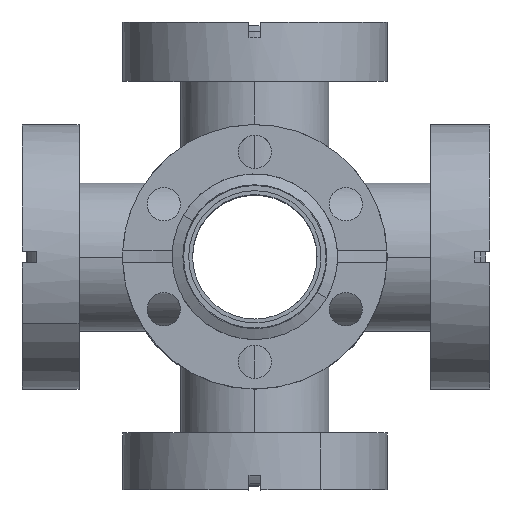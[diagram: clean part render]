
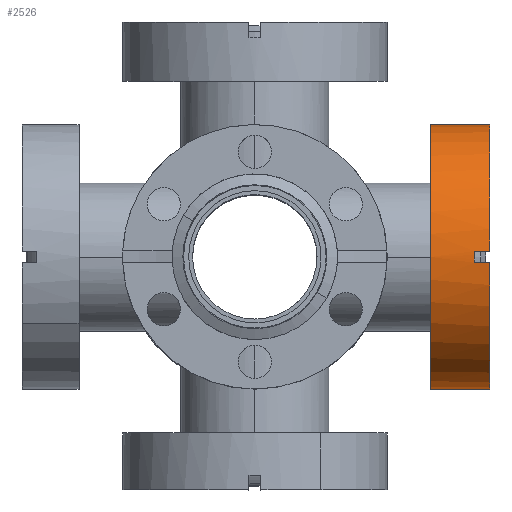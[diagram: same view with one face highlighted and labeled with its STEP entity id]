
A CAD part, top view. The second image highlights one B-rep face of the part: STEP entity #2526.
In plain terms, the highlighted cylindrical face has radius 17 mm (diameter 34 mm), a partial arc.
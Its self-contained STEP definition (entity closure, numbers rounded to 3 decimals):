
#43 = ORIENTED_EDGE ( 'NONE', *, *, #1994, .T. ) ;
#46 = AXIS2_PLACEMENT_3D ( 'NONE', #2595, #3554, #105 ) ;
#85 = EDGE_CURVE ( 'NONE', #3882, #494, #3609, .T. ) ;
#99 = ORIENTED_EDGE ( 'NONE', *, *, #2081, .F. ) ;
#105 = DIRECTION ( 'NONE',  ( 1., 0., 0. ) ) ;
#154 = CARTESIAN_POINT ( 'NONE',  ( -17., 0., 0. ) ) ;
#175 = DIRECTION ( 'NONE',  ( 0., 0., 1. ) ) ;
#190 = CIRCLE ( 'NONE', #1696, 17. ) ;
#253 = DIRECTION ( 'NONE',  ( 0., 0., 1. ) ) ;
#288 = VERTEX_POINT ( 'NONE', #935 ) ;
#334 = DIRECTION ( 'NONE',  ( 0., 0., 1. ) ) ;
#406 = VECTOR ( 'NONE', #175, 1000. ) ;
#494 = VERTEX_POINT ( 'NONE', #1764 ) ;
#537 = VERTEX_POINT ( 'NONE', #3931 ) ;
#654 = CIRCLE ( 'NONE', #1490, 17. ) ;
#729 = ORIENTED_EDGE ( 'NONE', *, *, #2881, .F. ) ;
#741 = CARTESIAN_POINT ( 'NONE',  ( 17., 0., 0. ) ) ;
#792 = EDGE_CURVE ( 'NONE', #288, #3981, #3511, .T. ) ;
#833 = CARTESIAN_POINT ( 'NONE',  ( 0., 0., 5.8 ) ) ;
#875 = DIRECTION ( 'NONE',  ( 0., 0., 1. ) ) ;
#906 = EDGE_LOOP ( 'NONE', ( #3876, #43, #2109, #729, #3146, #99, #3901, #3694 ) ) ;
#935 = CARTESIAN_POINT ( 'NONE',  ( 17., 0., -1.8 ) ) ;
#940 = CARTESIAN_POINT ( 'NONE',  ( 17., 0., 5.8 ) ) ;
#983 = CARTESIAN_POINT ( 'NONE',  ( 0.75, -16.983, 5.8 ) ) ;
#1094 = VERTEX_POINT ( 'NONE', #3703 ) ;
#1109 = CARTESIAN_POINT ( 'NONE',  ( -0.75, -16.983, 0. ) ) ;
#1168 = CIRCLE ( 'NONE', #2456, 17. ) ;
#1190 = DIRECTION ( 'NONE',  ( 1., 0., 0. ) ) ;
#1473 = DIRECTION ( 'NONE',  ( 1., 0., 0. ) ) ;
#1490 = AXIS2_PLACEMENT_3D ( 'NONE', #1937, #334, #2814 ) ;
#1653 = DIRECTION ( 'NONE',  ( 0., 0., 1. ) ) ;
#1696 = AXIS2_PLACEMENT_3D ( 'NONE', #833, #2404, #1190 ) ;
#1764 = CARTESIAN_POINT ( 'NONE',  ( -0.75, -16.983, 5.8 ) ) ;
#1769 = VERTEX_POINT ( 'NONE', #983 ) ;
#1828 = CARTESIAN_POINT ( 'NONE',  ( 0., 0., -1.8 ) ) ;
#1937 = CARTESIAN_POINT ( 'NONE',  ( 0., 0., 5.8 ) ) ;
#1975 = DIRECTION ( 'NONE',  ( 0., 0., 1. ) ) ;
#1994 = EDGE_CURVE ( 'NONE', #3612, #288, #1168, .T. ) ;
#2056 = CARTESIAN_POINT ( 'NONE',  ( -0.75, -16.983, 3.8 ) ) ;
#2081 = EDGE_CURVE ( 'NONE', #3882, #537, #2146, .T. ) ;
#2109 = ORIENTED_EDGE ( 'NONE', *, *, #792, .T. ) ;
#2146 = CIRCLE ( 'NONE', #2265, 17. ) ;
#2265 = AXIS2_PLACEMENT_3D ( 'NONE', #2699, #253, #3170 ) ;
#2390 = EDGE_CURVE ( 'NONE', #1094, #494, #654, .T. ) ;
#2397 = CYLINDRICAL_SURFACE ( 'NONE', #46, 17. ) ;
#2404 = DIRECTION ( 'NONE',  ( 0., 0., 1. ) ) ;
#2456 = AXIS2_PLACEMENT_3D ( 'NONE', #1828, #875, #1473 ) ;
#2526 = ADVANCED_FACE ( 'NONE', ( #2708 ), #2397, .T. ) ;
#2595 = CARTESIAN_POINT ( 'NONE',  ( 0., 0., 0. ) ) ;
#2699 = CARTESIAN_POINT ( 'NONE',  ( 0., 0., 3.8 ) ) ;
#2708 = FACE_OUTER_BOUND ( 'NONE', #906, .T. ) ;
#2719 = LINE ( 'NONE', #3992, #3342 ) ;
#2814 = DIRECTION ( 'NONE',  ( 1., 0., 0. ) ) ;
#2849 = VECTOR ( 'NONE', #1975, 1000. ) ;
#2862 = DIRECTION ( 'NONE',  ( 0., 0., -1. ) ) ;
#2881 = EDGE_CURVE ( 'NONE', #1769, #3981, #190, .T. ) ;
#2893 = CARTESIAN_POINT ( 'NONE',  ( -17., 0., -1.8 ) ) ;
#2926 = EDGE_CURVE ( 'NONE', #1769, #537, #2719, .T. ) ;
#2984 = LINE ( 'NONE', #154, #406 ) ;
#3146 = ORIENTED_EDGE ( 'NONE', *, *, #2926, .T. ) ;
#3170 = DIRECTION ( 'NONE',  ( 1., 0., 0. ) ) ;
#3342 = VECTOR ( 'NONE', #2862, 1000. ) ;
#3404 = EDGE_CURVE ( 'NONE', #3612, #1094, #2984, .T. ) ;
#3511 = LINE ( 'NONE', #741, #2849 ) ;
#3554 = DIRECTION ( 'NONE',  ( 0., 0., 1. ) ) ;
#3609 = LINE ( 'NONE', #1109, #3832 ) ;
#3612 = VERTEX_POINT ( 'NONE', #2893 ) ;
#3694 = ORIENTED_EDGE ( 'NONE', *, *, #2390, .F. ) ;
#3703 = CARTESIAN_POINT ( 'NONE',  ( -17., 0., 5.8 ) ) ;
#3832 = VECTOR ( 'NONE', #1653, 1000. ) ;
#3876 = ORIENTED_EDGE ( 'NONE', *, *, #3404, .F. ) ;
#3882 = VERTEX_POINT ( 'NONE', #2056 ) ;
#3901 = ORIENTED_EDGE ( 'NONE', *, *, #85, .T. ) ;
#3931 = CARTESIAN_POINT ( 'NONE',  ( 0.75, -16.983, 3.8 ) ) ;
#3981 = VERTEX_POINT ( 'NONE', #940 ) ;
#3992 = CARTESIAN_POINT ( 'NONE',  ( 0.75, -16.983, 0. ) ) ;
